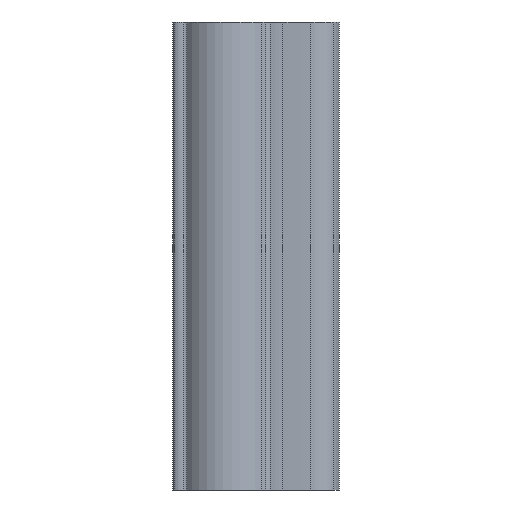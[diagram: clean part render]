
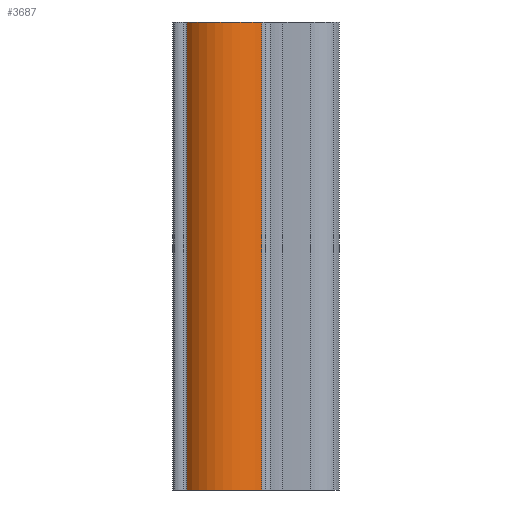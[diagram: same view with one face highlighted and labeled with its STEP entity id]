
A CAD part, left-side view. The second image highlights one B-rep face of the part: STEP entity #3687.
In plain terms, the highlighted cylindrical face has radius 5.289 mm (diameter 10.578 mm), a partial arc.
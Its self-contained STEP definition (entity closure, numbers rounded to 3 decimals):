
#114 = CARTESIAN_POINT ( 'NONE',  ( 4003.726, 2828.117, -50. ) ) ;
#267 = VERTEX_POINT ( 'NONE', #1043 ) ;
#351 = VERTEX_POINT ( 'NONE', #766 ) ;
#392 = DIRECTION ( 'NONE',  ( 0., 0., 1. ) ) ;
#510 = VERTEX_POINT ( 'NONE', #903 ) ;
#748 = FACE_OUTER_BOUND ( 'NONE', #927, .T. ) ;
#766 = CARTESIAN_POINT ( 'NONE',  ( 4000.031, 2824.333, -100. ) ) ;
#887 = DIRECTION ( 'NONE',  ( 0., 0., 1. ) ) ;
#903 = CARTESIAN_POINT ( 'NONE',  ( 4000.516, 2832.321, -50. ) ) ;
#927 = EDGE_LOOP ( 'NONE', ( #4339, #2723, #4582, #1887 ) ) ;
#987 = AXIS2_PLACEMENT_3D ( 'NONE', #114, #1522, #2994 ) ;
#1043 = CARTESIAN_POINT ( 'NONE',  ( 4000.031, 2824.333, -50. ) ) ;
#1122 = DIRECTION ( 'NONE',  ( 0., 0., 1. ) ) ;
#1240 = DIRECTION ( 'NONE',  ( 0., 0., -1. ) ) ;
#1522 = DIRECTION ( 'NONE',  ( 0., 0., 1. ) ) ;
#1561 = AXIS2_PLACEMENT_3D ( 'NONE', #3674, #392, #1800 ) ;
#1785 = AXIS2_PLACEMENT_3D ( 'NONE', #4579, #1240, #2690 ) ;
#1800 = DIRECTION ( 'NONE',  ( -0.604, -0.797, 0. ) ) ;
#1887 = ORIENTED_EDGE ( 'NONE', *, *, #3337, .T. ) ;
#2139 = CYLINDRICAL_SURFACE ( 'NONE', #1561, 5.289 ) ;
#2570 = VERTEX_POINT ( 'NONE', #3635 ) ;
#2645 = VECTOR ( 'NONE', #887, 1000. ) ;
#2668 = LINE ( 'NONE', #4184, #2645 ) ;
#2690 = DIRECTION ( 'NONE',  ( -0.607, 0.795, 0. ) ) ;
#2723 = ORIENTED_EDGE ( 'NONE', *, *, #3864, .F. ) ;
#2933 = LINE ( 'NONE', #4449, #4360 ) ;
#2994 = DIRECTION ( 'NONE',  ( 1., 0., 0. ) ) ;
#3038 = CIRCLE ( 'NONE', #987, 5.289 ) ;
#3337 = EDGE_CURVE ( 'NONE', #351, #267, #2933, .T. ) ;
#3635 = CARTESIAN_POINT ( 'NONE',  ( 4000.516, 2832.321, -100. ) ) ;
#3674 = CARTESIAN_POINT ( 'NONE',  ( 4003.726, 2828.117, -100. ) ) ;
#3687 = ADVANCED_FACE ( 'NONE', ( #748 ), #2139, .T. ) ;
#3864 = EDGE_CURVE ( 'NONE', #2570, #510, #2668, .T. ) ;
#3915 = CIRCLE ( 'NONE', #1785, 5.289 ) ;
#4184 = CARTESIAN_POINT ( 'NONE',  ( 4000.516, 2832.321, -100. ) ) ;
#4339 = ORIENTED_EDGE ( 'NONE', *, *, #4737, .F. ) ;
#4360 = VECTOR ( 'NONE', #1122, 1000. ) ;
#4375 = EDGE_CURVE ( 'NONE', #351, #2570, #3915, .T. ) ;
#4449 = CARTESIAN_POINT ( 'NONE',  ( 4000.031, 2824.333, -100. ) ) ;
#4579 = CARTESIAN_POINT ( 'NONE',  ( 4003.726, 2828.117, -100. ) ) ;
#4582 = ORIENTED_EDGE ( 'NONE', *, *, #4375, .F. ) ;
#4737 = EDGE_CURVE ( 'NONE', #510, #267, #3038, .T. ) ;
